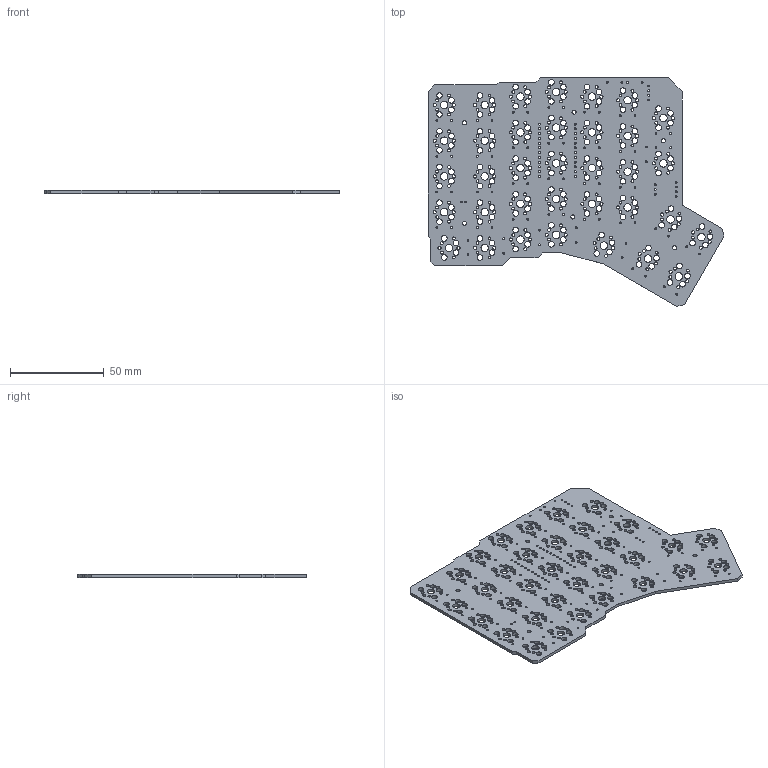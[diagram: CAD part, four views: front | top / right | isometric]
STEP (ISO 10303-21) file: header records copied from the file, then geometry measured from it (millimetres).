
FILE_DESCRIPTION(('KiCad electronic assembly'),'2;1');
FILE_NAME('redox_rev1.1-kb.step','2020-07-01T14:07:29',('An Author'),( 'A Company'),'Open CASCADE STEP processor 6.8', 'KiCad to STEP converter','Unknown');
FILE_SCHEMA(('AUTOMOTIVE_DESIGN_CC2 { 1 2 10303 214 -1 1 5 4 }'));
Length unit declared in the file: millimetre
Products named in the file (2): Open CASCADE STEP translator 6.8 1; COMPOUND
Assembly tree (1 placements, depth 2):
  Open CASCADE STEP translator 6.8 1
    COMPOUND
Bounding box: 157.8 x 121.98 x 1.6 mm (x, y, z)
Volume: 19627.4 mm3; surface area: 30460.2 mm2
Topology: 1 solids, 1 shells, 530 faces, 1584 edges, 1056 vertices
Faces by surface type: cylinder 504, plane 26
Full cylindrical faces by diameter (mm): 0.95 x11, 1 x78, 1.092 x24, 1.499 x140, 1.702 x70, 2.2 x6, 3 x140, 3.988 x35
Entity records: 44135 total; most frequent: CARTESIAN_POINT 12388, DIRECTION 5816, ORIENTED_EDGE 3168, PCURVE 3168, DEFINITIONAL_REPRESENTATION 3168, LINE 2736, VECTOR 2736, EDGE_CURVE 1584
